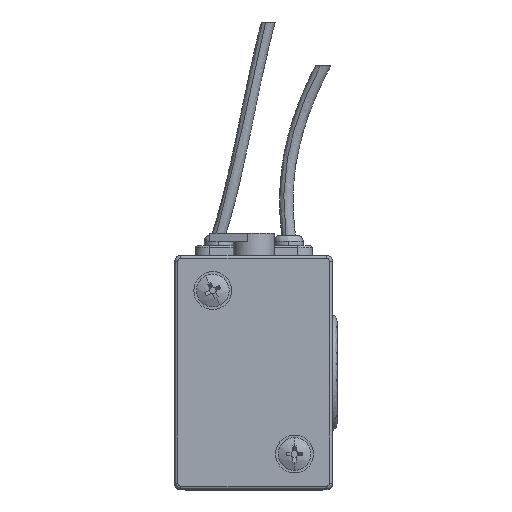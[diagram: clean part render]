
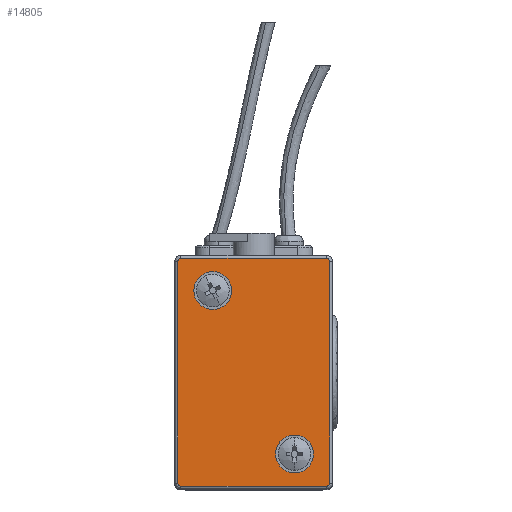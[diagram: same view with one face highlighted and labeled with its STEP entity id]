
A CAD part, top view. The second image highlights one B-rep face of the part: STEP entity #14805.
In plain terms, the highlighted planar face has unit normal (0, 0, 1).
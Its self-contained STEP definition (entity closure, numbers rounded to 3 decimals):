
#14 =( BOUNDED_CURVE ( )  B_SPLINE_CURVE ( 3, ( #11733, #2175, #14447, #6280 ),
 .UNSPECIFIED., .F., .F. ) 
 B_SPLINE_CURVE_WITH_KNOTS ( ( 4, 4 ),
 ( 0., 1. ),
 .UNSPECIFIED. ) 
 CURVE ( )  GEOMETRIC_REPRESENTATION_ITEM ( )  RATIONAL_B_SPLINE_CURVE ( ( 1., 0.805, 0.805, 1. ) ) 
 REPRESENTATION_ITEM ( '' )  );
#375 = VERTEX_POINT ( 'NONE', #3276 ) ;
#424 = CARTESIAN_POINT ( 'NONE',  ( 6.536, -16.437, 39. ) ) ;
#499 = DIRECTION ( 'NONE',  ( -1., 0., 0. ) ) ;
#714 = VECTOR ( 'NONE', #8093, 1000. ) ;
#1178 = DIRECTION ( 'NONE',  ( 0., 0., 1. ) ) ;
#1195 = VERTEX_POINT ( 'NONE', #3254 ) ;
#1833 = CARTESIAN_POINT ( 'NONE',  ( -6.257, 3.063, 39. ) ) ;
#2175 = CARTESIAN_POINT ( 'NONE',  ( -19.05, -16.437, 39. ) ) ;
#2701 = VERTEX_POINT ( 'NONE', #6428 ) ;
#2986 = AXIS2_PLACEMENT_3D ( 'NONE', #9344, #1178, #10723 ) ;
#3153 = CARTESIAN_POINT ( 'NONE',  ( -19.257, 22.063, 39. ) ) ;
#3254 = CARTESIAN_POINT ( 'NONE',  ( -10.007, 17.063, 39. ) ) ;
#3276 = CARTESIAN_POINT ( 'NONE',  ( 6.743, 22.063, 39. ) ) ;
#3789 = ORIENTED_EDGE ( 'NONE', *, *, #4744, .F. ) ;
#4077 = CARTESIAN_POINT ( 'NONE',  ( -13.257, 17.063, 39. ) ) ;
#4107 = CARTESIAN_POINT ( 'NONE',  ( -19.257, 3.063, 39. ) ) ;
#4348 = CARTESIAN_POINT ( 'NONE',  ( 0.743, -10.937, 39. ) ) ;
#4485 = VERTEX_POINT ( 'NONE', #12059 ) ;
#4491 = VECTOR ( 'NONE', #7787, 1000. ) ;
#4546 = CARTESIAN_POINT ( 'NONE',  ( -19.257, 22.356, 39. ) ) ;
#4744 = EDGE_CURVE ( 'NONE', #10091, #17663, #17434, .T. ) ;
#4871 = ORIENTED_EDGE ( 'NONE', *, *, #16075, .F. ) ;
#4958 = VERTEX_POINT ( 'NONE', #7586 ) ;
#5170 = ORIENTED_EDGE ( 'NONE', *, *, #17107, .F. ) ;
#5174 = FACE_OUTER_BOUND ( 'NONE', #14863, .T. ) ;
#5213 = CARTESIAN_POINT ( 'NONE',  ( -18.757, -16.437, 39. ) ) ;
#5294 = ORIENTED_EDGE ( 'NONE', *, *, #12695, .F. ) ;
#5440 = DIRECTION ( 'NONE',  ( 1., 0., 0. ) ) ;
#5556 = ORIENTED_EDGE ( 'NONE', *, *, #11321, .F. ) ;
#5702 = DIRECTION ( 'NONE',  ( 1., 0., 0. ) ) ;
#5935 = CARTESIAN_POINT ( 'NONE',  ( 6.536, 22.563, 39. ) ) ;
#6156 = VERTEX_POINT ( 'NONE', #17252 ) ;
#6280 = CARTESIAN_POINT ( 'NONE',  ( -19.257, -15.937, 39. ) ) ;
#6403 = CARTESIAN_POINT ( 'NONE',  ( 3.993, -10.937, 39. ) ) ;
#6428 = CARTESIAN_POINT ( 'NONE',  ( 6.743, -15.937, 39. ) ) ;
#6491 = AXIS2_PLACEMENT_3D ( 'NONE', #4348, #13865, #5702 ) ;
#6803 = ORIENTED_EDGE ( 'NONE', *, *, #13236, .F. ) ;
#6909 = LINE ( 'NONE', #8652, #13715 ) ;
#7212 = CARTESIAN_POINT ( 'NONE',  ( 6.743, -16.23, 39. ) ) ;
#7251 = ORIENTED_EDGE ( 'NONE', *, *, #9394, .F. ) ;
#7278 = DIRECTION ( 'NONE',  ( 0., 0., 1. ) ) ;
#7306 = AXIS2_PLACEMENT_3D ( 'NONE', #4077, #13592, #5440 ) ;
#7372 = CARTESIAN_POINT ( 'NONE',  ( -16.507, 17.063, 39. ) ) ;
#7533 = LINE ( 'NONE', #16224, #714 ) ;
#7586 = CARTESIAN_POINT ( 'NONE',  ( -19.257, -15.937, 39. ) ) ;
#7787 = DIRECTION ( 'NONE',  ( 0., -1., 0. ) ) ;
#7793 = CARTESIAN_POINT ( 'NONE',  ( -18.757, 22.563, 39. ) ) ;
#8093 = DIRECTION ( 'NONE',  ( 1., 0., 0. ) ) ;
#8361 = ORIENTED_EDGE ( 'NONE', *, *, #13968, .F. ) ;
#8652 = CARTESIAN_POINT ( 'NONE',  ( -6.257, -16.437, 39. ) ) ;
#8697 = CARTESIAN_POINT ( 'NONE',  ( 6.743, 22.063, 39. ) ) ;
#8992 = EDGE_LOOP ( 'NONE', ( #15097, #14314 ) ) ;
#9324 = CIRCLE ( 'NONE', #10217, 3.25 ) ;
#9344 = CARTESIAN_POINT ( 'NONE',  ( -13.257, 17.063, 39. ) ) ;
#9394 = EDGE_CURVE ( 'NONE', #2701, #6156, #11789, .T. ) ;
#9398 = EDGE_CURVE ( 'NONE', #17663, #10091, #9324, .T. ) ;
#9603 = CARTESIAN_POINT ( 'NONE',  ( 6.743, -15.937, 39. ) ) ;
#9706 = CIRCLE ( 'NONE', #2986, 3.25 ) ;
#9879 = VERTEX_POINT ( 'NONE', #7372 ) ;
#9937 = VERTEX_POINT ( 'NONE', #15633 ) ;
#9957 = DIRECTION ( 'NONE',  ( 0., 0., -1. ) ) ;
#9961 = CARTESIAN_POINT ( 'NONE',  ( 6.243, -16.437, 39. ) ) ;
#10014 = CARTESIAN_POINT ( 'NONE',  ( 6.243, 22.563, 39. ) ) ;
#10091 = VERTEX_POINT ( 'NONE', #6403 ) ;
#10217 = AXIS2_PLACEMENT_3D ( 'NONE', #15418, #7278, #16792 ) ;
#10223 = ORIENTED_EDGE ( 'NONE', *, *, #13397, .F. ) ;
#10461 = VERTEX_POINT ( 'NONE', #11385 ) ;
#10681 = EDGE_CURVE ( 'NONE', #9879, #1195, #9706, .T. ) ;
#10723 = DIRECTION ( 'NONE',  ( 1., 0., 0. ) ) ;
#10829 =( BOUNDED_CURVE ( )  B_SPLINE_CURVE ( 3, ( #10014, #5935, #16842, #8697 ),
 .UNSPECIFIED., .F., .F. ) 
 B_SPLINE_CURVE_WITH_KNOTS ( ( 4, 4 ),
 ( 0., 1. ),
 .UNSPECIFIED. ) 
 CURVE ( )  GEOMETRIC_REPRESENTATION_ITEM ( )  RATIONAL_B_SPLINE_CURVE ( ( 1., 0.805, 0.805, 1. ) ) 
 REPRESENTATION_ITEM ( '' )  );
#11194 = AXIS2_PLACEMENT_3D ( 'NONE', #1833, #9957, #14103 ) ;
#11321 = EDGE_CURVE ( 'NONE', #6156, #16647, #6909, .T. ) ;
#11362 = VECTOR ( 'NONE', #16363, 1000. ) ;
#11385 = CARTESIAN_POINT ( 'NONE',  ( -19.257, 22.063, 39. ) ) ;
#11528 = ORIENTED_EDGE ( 'NONE', *, *, #9398, .F. ) ;
#11602 = CIRCLE ( 'NONE', #7306, 3.25 ) ;
#11733 = CARTESIAN_POINT ( 'NONE',  ( -18.757, -16.437, 39. ) ) ;
#11789 =( BOUNDED_CURVE ( )  B_SPLINE_CURVE ( 3, ( #9603, #7212, #424, #9961 ),
 .UNSPECIFIED., .F., .F. ) 
 B_SPLINE_CURVE_WITH_KNOTS ( ( 4, 4 ),
 ( 0., 1. ),
 .UNSPECIFIED. ) 
 CURVE ( )  GEOMETRIC_REPRESENTATION_ITEM ( )  RATIONAL_B_SPLINE_CURVE ( ( 1., 0.805, 0.805, 1. ) ) 
 REPRESENTATION_ITEM ( '' )  );
#12010 = FACE_BOUND ( 'NONE', #8992, .T. ) ;
#12059 = CARTESIAN_POINT ( 'NONE',  ( 6.243, 22.563, 39. ) ) ;
#12114 = EDGE_LOOP ( 'NONE', ( #3789, #11528 ) ) ;
#12418 = FACE_BOUND ( 'NONE', #12114, .T. ) ;
#12695 = EDGE_CURVE ( 'NONE', #10461, #9937, #16587, .T. ) ;
#12736 = PLANE ( 'NONE',  #11194 ) ;
#13236 = EDGE_CURVE ( 'NONE', #4958, #10461, #15381, .T. ) ;
#13397 = EDGE_CURVE ( 'NONE', #4485, #375, #10829, .T. ) ;
#13592 = DIRECTION ( 'NONE',  ( 0., 0., 1. ) ) ;
#13715 = VECTOR ( 'NONE', #499, 1000. ) ;
#13865 = DIRECTION ( 'NONE',  ( 0., 0., 1. ) ) ;
#13968 = EDGE_CURVE ( 'NONE', #16647, #4958, #14, .T. ) ;
#14103 = DIRECTION ( 'NONE',  ( -1., 0., 0. ) ) ;
#14183 = EDGE_CURVE ( 'NONE', #1195, #9879, #11602, .T. ) ;
#14314 = ORIENTED_EDGE ( 'NONE', *, *, #10681, .F. ) ;
#14447 = CARTESIAN_POINT ( 'NONE',  ( -19.257, -16.23, 39. ) ) ;
#14805 = ADVANCED_FACE ( 'NONE', ( #12418, #12010, #5174 ), #12736, .F. ) ;
#14863 = EDGE_LOOP ( 'NONE', ( #5170, #10223, #4871, #5294, #6803, #8361, #5556, #7251 ) ) ;
#15097 = ORIENTED_EDGE ( 'NONE', *, *, #14183, .F. ) ;
#15359 = LINE ( 'NONE', #15796, #4491 ) ;
#15381 = LINE ( 'NONE', #4107, #11362 ) ;
#15418 = CARTESIAN_POINT ( 'NONE',  ( 0.743, -10.937, 39. ) ) ;
#15464 = CARTESIAN_POINT ( 'NONE',  ( -2.507, -10.937, 39. ) ) ;
#15633 = CARTESIAN_POINT ( 'NONE',  ( -18.757, 22.563, 39. ) ) ;
#15796 = CARTESIAN_POINT ( 'NONE',  ( 6.743, 3.063, 39. ) ) ;
#15925 = CARTESIAN_POINT ( 'NONE',  ( -19.05, 22.563, 39. ) ) ;
#16075 = EDGE_CURVE ( 'NONE', #9937, #4485, #7533, .T. ) ;
#16224 = CARTESIAN_POINT ( 'NONE',  ( -6.257, 22.563, 39. ) ) ;
#16363 = DIRECTION ( 'NONE',  ( 0., 1., 0. ) ) ;
#16587 =( BOUNDED_CURVE ( )  B_SPLINE_CURVE ( 3, ( #3153, #4546, #15925, #7793 ),
 .UNSPECIFIED., .F., .F. ) 
 B_SPLINE_CURVE_WITH_KNOTS ( ( 4, 4 ),
 ( 0., 1. ),
 .UNSPECIFIED. ) 
 CURVE ( )  GEOMETRIC_REPRESENTATION_ITEM ( )  RATIONAL_B_SPLINE_CURVE ( ( 1., 0.805, 0.805, 1. ) ) 
 REPRESENTATION_ITEM ( '' )  );
#16647 = VERTEX_POINT ( 'NONE', #5213 ) ;
#16792 = DIRECTION ( 'NONE',  ( 1., 0., 0. ) ) ;
#16842 = CARTESIAN_POINT ( 'NONE',  ( 6.743, 22.356, 39. ) ) ;
#17107 = EDGE_CURVE ( 'NONE', #375, #2701, #15359, .T. ) ;
#17252 = CARTESIAN_POINT ( 'NONE',  ( 6.243, -16.437, 39. ) ) ;
#17434 = CIRCLE ( 'NONE', #6491, 3.25 ) ;
#17663 = VERTEX_POINT ( 'NONE', #15464 ) ;
